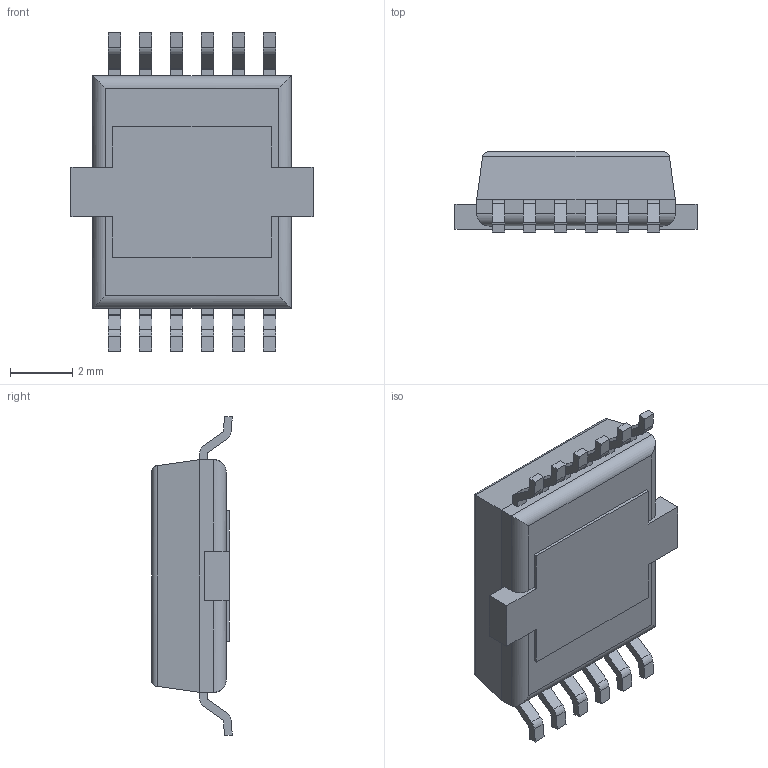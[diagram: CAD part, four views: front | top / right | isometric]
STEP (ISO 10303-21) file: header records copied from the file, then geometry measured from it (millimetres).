
FILE_DESCRIPTION (( 'STEP AP214' ), '1' );
FILE_NAME ('BTS5215L.STEP', '2018-10-23T15:34:41', ( '' ), ( '' ), 'SwSTEP 2.0', 'SolidWorks 2017', '' );
FILE_SCHEMA (( 'AUTOMOTIVE_DESIGN' ));
Length unit declared in the file: millimetre
Products named in the file (1): BTS5215L
Bounding box: 7.8 x 2.6 x 10.3 mm (x, y, z)
Volume: 115.6 mm3; surface area: 261.5 mm2
Topology: 14 solids, 14 shells, 220 faces, 558 edges, 368 vertices
Faces by surface type: plane 158, cylinder 62
Entity records: 8419 total; most frequent: CARTESIAN_POINT 1171, ORIENTED_EDGE 1116, DIRECTION 1100, EDGE_CURVE 558, LINE 442, VECTOR 442, VERTEX_POINT 368, AXIS2_PLACEMENT_3D 329
